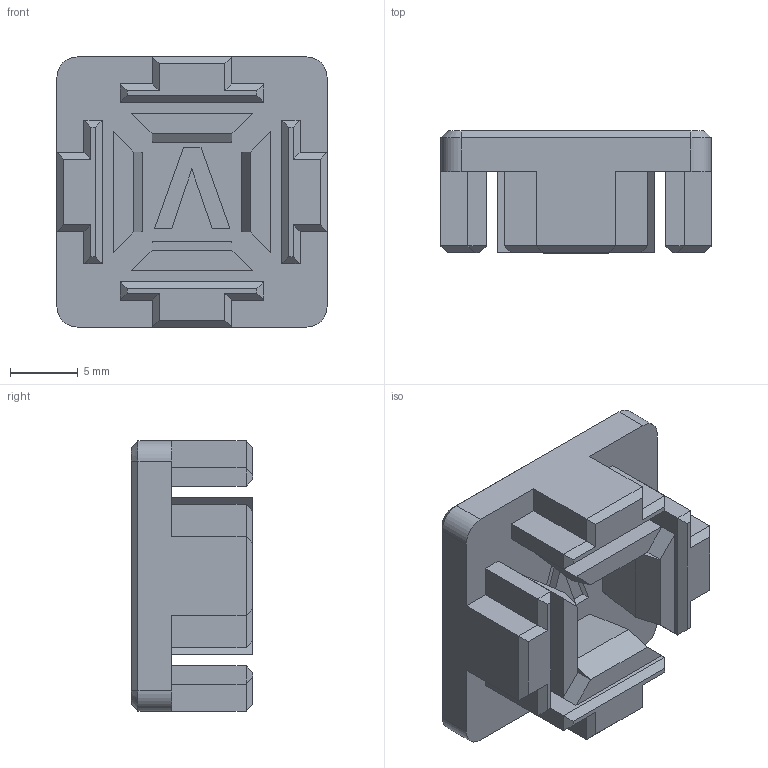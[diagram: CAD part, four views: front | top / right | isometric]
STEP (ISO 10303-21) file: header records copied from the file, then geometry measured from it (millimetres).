
FILE_DESCRIPTION(/* description */ (''),/* implementation_level */ '2;1');
FILE_NAME(/* name */ '2020V-EC 20x20mm V-Slot end cap v6.step',/* time_stamp */ '2025-07-02T15:53:35+02:00',/* author */ (''),/* organization */ (''),/* preprocessor_version */ 'ST-DEVELOPER v20.1',/* originating_system */ 'Autodesk Translation Framework v14.10.0.0',/* authorisation */ '');
FILE_SCHEMA (('AUTOMOTIVE_DESIGN { 1 0 10303 214 3 1 1 }'));
Length unit declared in the file: millimetre
Products named in the file (1): 2020V-EC 20x20mm V-Slot end cap flex
Bounding box: 20 x 9 x 20 mm (x, y, z)
Volume: 2107.7 mm3; surface area: 2136.8 mm2
Topology: 1 solids, 1 shells, 122 faces, 289 edges, 174 vertices
Faces by surface type: plane 114, cone 4, cylinder 4
Entity records: 3406 total; most frequent: CARTESIAN_POINT 586, ORIENTED_EDGE 578, DIRECTION 547, EDGE_CURVE 289, LINE 277, VECTOR 277, VERTEX_POINT 174, AXIS2_PLACEMENT_3D 135
